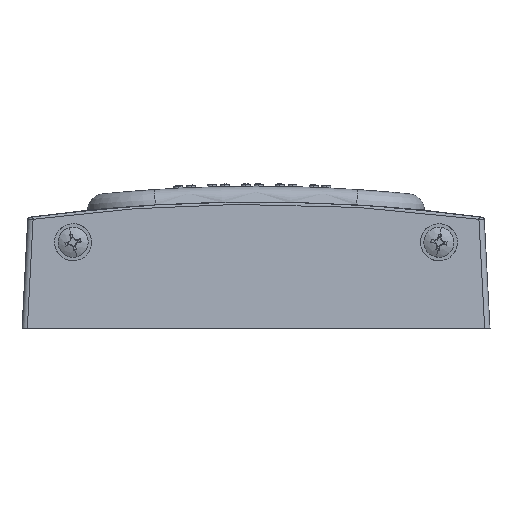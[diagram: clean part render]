
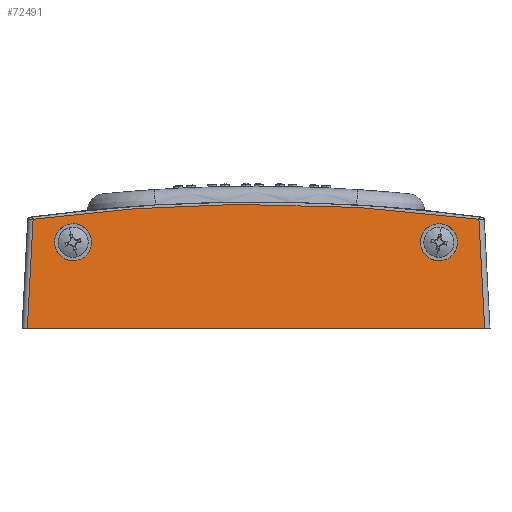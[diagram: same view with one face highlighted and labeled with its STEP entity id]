
A CAD part, front view. The second image highlights one B-rep face of the part: STEP entity #72491.
In plain terms, the highlighted planar face has unit normal (0, -0.995, 0.104).
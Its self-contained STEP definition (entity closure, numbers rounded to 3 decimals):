
#2704 = CARTESIAN_POINT ( 'NONE',  ( -13.896, -40.979, 23.982 ) ) ;
#5194 = CARTESIAN_POINT ( 'NONE',  ( -43.5, -43.5, 0. ) ) ;
#9469 =( BOUNDED_CURVE ( )  B_SPLINE_CURVE ( 3, ( #94781, #185118, #80210, #51191 ),
 .UNSPECIFIED., .F., .T. ) 
 B_SPLINE_CURVE_WITH_KNOTS ( ( 4, 4 ),
 ( 0., 3.142 ),
 .UNSPECIFIED. ) 
 CURVE ( )  GEOMETRIC_REPRESENTATION_ITEM ( )  RATIONAL_B_SPLINE_CURVE ( ( 1., 0.333, 0.333, 1. ) ) 
 REPRESENTATION_ITEM ( '' )  );
#9612 = EDGE_CURVE ( 'NONE', #146431, #49987, #138026, .T. ) ;
#10567 = DIRECTION ( 'NONE',  ( -0.052, -0.104, -0.993 ) ) ;
#13866 = FACE_BOUND ( 'NONE', #50548, .T. ) ;
#14859 =( BOUNDED_CURVE ( )  B_SPLINE_CURVE ( 3, ( #147193, #119958, #104444, #117071 ),
 .UNSPECIFIED., .F., .F. ) 
 B_SPLINE_CURVE_WITH_KNOTS ( ( 4, 4 ),
 ( 3.142, 6.283 ),
 .UNSPECIFIED. ) 
 CURVE ( )  GEOMETRIC_REPRESENTATION_ITEM ( )  RATIONAL_B_SPLINE_CURVE ( ( 1., 0.333, 0.333, 1. ) ) 
 REPRESENTATION_ITEM ( '' )  );
#21185 = EDGE_CURVE ( 'NONE', #82822, #74233, #9469, .T. ) ;
#23207 = LINE ( 'NONE', #54214, #33177 ) ;
#30301 = PLANE ( 'NONE',  #97196 ) ;
#32672 = CARTESIAN_POINT ( 'NONE',  ( 13.896, -40.979, 23.982 ) ) ;
#33177 = VECTOR ( 'NONE', #10567, 1000. ) ;
#33600 = VECTOR ( 'NONE', #182737, 1000. ) ;
#34259 = EDGE_LOOP ( 'NONE', ( #124192, #73378, #125557, #157564 ) ) ;
#40555 =( BOUNDED_CURVE ( )  B_SPLINE_CURVE ( 3, ( #78238, #32672, #2704, #154948 ),
 .UNSPECIFIED., .F., .F. ) 
 B_SPLINE_CURVE_WITH_KNOTS ( ( 4, 4 ),
 ( 3.008, 3.275 ),
 .UNSPECIFIED. ) 
 CURVE ( )  GEOMETRIC_REPRESENTATION_ITEM ( )  RATIONAL_B_SPLINE_CURVE ( ( 1., 0.994, 0.994, 1. ) ) 
 REPRESENTATION_ITEM ( '' )  );
#49987 = VERTEX_POINT ( 'NONE', #70817 ) ;
#50548 = EDGE_LOOP ( 'NONE', ( #183497, #54630 ) ) ;
#50873 = EDGE_CURVE ( 'NONE', #120608, #49987, #23207, .T. ) ;
#51191 = CARTESIAN_POINT ( 'NONE',  ( -34., -42.181, 12.55 ) ) ;
#54214 = CARTESIAN_POINT ( 'NONE',  ( -42.507, -43.505, -0.051 ) ) ;
#54630 = ORIENTED_EDGE ( 'NONE', *, *, #61731, .T. ) ;
#55771 = CARTESIAN_POINT ( 'NONE',  ( 34., -41.456, 19.45 ) ) ;
#61731 = EDGE_CURVE ( 'NONE', #129357, #170147, #188369, .T. ) ;
#64177 = CARTESIAN_POINT ( 'NONE',  ( 42.271, -43.033, 4.446 ) ) ;
#67976 = CARTESIAN_POINT ( 'NONE',  ( 27.1, -42.181, 12.55 ) ) ;
#68930 = CARTESIAN_POINT ( 'NONE',  ( 34., -41.456, 19.45 ) ) ;
#70817 = CARTESIAN_POINT ( 'NONE',  ( -42.504, -43.5, 0. ) ) ;
#72491 = ADVANCED_FACE ( 'NONE', ( #104046, #13866, #163353 ), #30301, .T. ) ;
#73378 = ORIENTED_EDGE ( 'NONE', *, *, #93626, .T. ) ;
#74233 = VERTEX_POINT ( 'NONE', #129191 ) ;
#78238 = CARTESIAN_POINT ( 'NONE',  ( 41.441, -41.368, 20.281 ) ) ;
#80210 = CARTESIAN_POINT ( 'NONE',  ( -27.1, -42.181, 12.55 ) ) ;
#81527 = CARTESIAN_POINT ( 'NONE',  ( 27.1, -41.456, 19.45 ) ) ;
#82822 = VERTEX_POINT ( 'NONE', #108779 ) ;
#84401 = CARTESIAN_POINT ( 'NONE',  ( 34., -42.181, 12.55 ) ) ;
#93050 = DIRECTION ( 'NONE',  ( 0., -0.995, 0.105 ) ) ;
#93626 = EDGE_CURVE ( 'NONE', #121141, #120608, #40555, .T. ) ;
#94174 =( BOUNDED_CURVE ( )  B_SPLINE_CURVE ( 3, ( #55771, #98399, #159635, #103934 ),
 .UNSPECIFIED., .F., .T. ) 
 B_SPLINE_CURVE_WITH_KNOTS ( ( 4, 4 ),
 ( 0., 3.142 ),
 .UNSPECIFIED. ) 
 CURVE ( )  GEOMETRIC_REPRESENTATION_ITEM ( )  RATIONAL_B_SPLINE_CURVE ( ( 1., 0.333, 0.333, 1. ) ) 
 REPRESENTATION_ITEM ( '' )  );
#94781 = CARTESIAN_POINT ( 'NONE',  ( -34., -41.456, 19.45 ) ) ;
#96067 = CARTESIAN_POINT ( 'NONE',  ( 34., -42.181, 12.55 ) ) ;
#97196 = AXIS2_PLACEMENT_3D ( 'NONE', #110505, #93050, #155236 ) ;
#98399 = CARTESIAN_POINT ( 'NONE',  ( 40.9, -41.456, 19.45 ) ) ;
#103934 = CARTESIAN_POINT ( 'NONE',  ( 34., -42.181, 12.55 ) ) ;
#104046 = FACE_BOUND ( 'NONE', #168724, .T. ) ;
#104444 = CARTESIAN_POINT ( 'NONE',  ( -40.9, -41.456, 19.45 ) ) ;
#106841 = CARTESIAN_POINT ( 'NONE',  ( -41.441, -41.368, 20.281 ) ) ;
#108779 = CARTESIAN_POINT ( 'NONE',  ( -34., -41.456, 19.45 ) ) ;
#110505 = CARTESIAN_POINT ( 'NONE',  ( -43.5, -43.5, 0. ) ) ;
#112025 = CARTESIAN_POINT ( 'NONE',  ( 34., -41.456, 19.45 ) ) ;
#112689 = ORIENTED_EDGE ( 'NONE', *, *, #184977, .T. ) ;
#117071 = CARTESIAN_POINT ( 'NONE',  ( -34., -41.456, 19.45 ) ) ;
#119958 = CARTESIAN_POINT ( 'NONE',  ( -40.9, -42.181, 12.55 ) ) ;
#120608 = VERTEX_POINT ( 'NONE', #106841 ) ;
#121141 = VERTEX_POINT ( 'NONE', #181468 ) ;
#124192 = ORIENTED_EDGE ( 'NONE', *, *, #169631, .T. ) ;
#125557 = ORIENTED_EDGE ( 'NONE', *, *, #50873, .T. ) ;
#126755 = VECTOR ( 'NONE', #166086, 1000. ) ;
#129191 = CARTESIAN_POINT ( 'NONE',  ( -34., -42.181, 12.55 ) ) ;
#129357 = VERTEX_POINT ( 'NONE', #84401 ) ;
#138026 = LINE ( 'NONE', #5194, #33600 ) ;
#146431 = VERTEX_POINT ( 'NONE', #190770 ) ;
#147193 = CARTESIAN_POINT ( 'NONE',  ( -34., -42.181, 12.55 ) ) ;
#151452 = LINE ( 'NONE', #64177, #126755 ) ;
#154948 = CARTESIAN_POINT ( 'NONE',  ( -41.441, -41.368, 20.281 ) ) ;
#155236 = DIRECTION ( 'NONE',  ( 0., -0.105, -0.995 ) ) ;
#157564 = ORIENTED_EDGE ( 'NONE', *, *, #9612, .F. ) ;
#159635 = CARTESIAN_POINT ( 'NONE',  ( 40.9, -42.181, 12.55 ) ) ;
#163353 = FACE_OUTER_BOUND ( 'NONE', #34259, .T. ) ;
#165944 = EDGE_CURVE ( 'NONE', #170147, #129357, #94174, .T. ) ;
#166086 = DIRECTION ( 'NONE',  ( -0.052, 0.104, 0.993 ) ) ;
#168724 = EDGE_LOOP ( 'NONE', ( #170673, #112689 ) ) ;
#169631 = EDGE_CURVE ( 'NONE', #146431, #121141, #151452, .T. ) ;
#170147 = VERTEX_POINT ( 'NONE', #112025 ) ;
#170673 = ORIENTED_EDGE ( 'NONE', *, *, #21185, .T. ) ;
#181468 = CARTESIAN_POINT ( 'NONE',  ( 41.441, -41.368, 20.281 ) ) ;
#182737 = DIRECTION ( 'NONE',  ( -1., 0., 0. ) ) ;
#183497 = ORIENTED_EDGE ( 'NONE', *, *, #165944, .T. ) ;
#184977 = EDGE_CURVE ( 'NONE', #74233, #82822, #14859, .T. ) ;
#185118 = CARTESIAN_POINT ( 'NONE',  ( -27.1, -41.456, 19.45 ) ) ;
#188369 =( BOUNDED_CURVE ( )  B_SPLINE_CURVE ( 3, ( #96067, #67976, #81527, #68930 ),
 .UNSPECIFIED., .F., .F. ) 
 B_SPLINE_CURVE_WITH_KNOTS ( ( 4, 4 ),
 ( 3.142, 6.283 ),
 .UNSPECIFIED. ) 
 CURVE ( )  GEOMETRIC_REPRESENTATION_ITEM ( )  RATIONAL_B_SPLINE_CURVE ( ( 1., 0.333, 0.333, 1. ) ) 
 REPRESENTATION_ITEM ( '' )  );
#190770 = CARTESIAN_POINT ( 'NONE',  ( 42.504, -43.5, 0. ) ) ;
